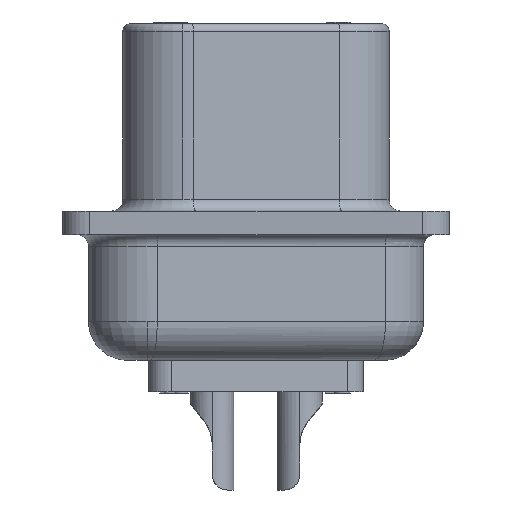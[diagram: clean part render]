
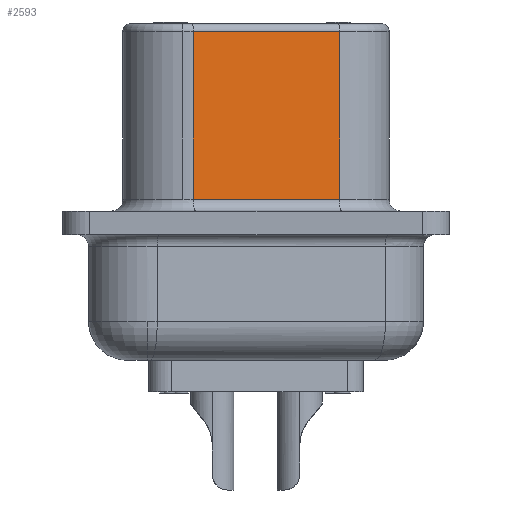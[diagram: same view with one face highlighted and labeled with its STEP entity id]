
A CAD part, left-side view. The second image highlights one B-rep face of the part: STEP entity #2593.
In plain terms, the highlighted planar face has unit normal (-0.985, -0.174, 0).
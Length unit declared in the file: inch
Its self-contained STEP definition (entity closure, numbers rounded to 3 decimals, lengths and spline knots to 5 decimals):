
#2511 = ORIENTED_EDGE ( 'NONE', *, *, #2610, .T. ) ;
#2513 = ORIENTED_EDGE ( 'NONE', *, *, #11800, .F. ) ;
#2577 = EDGE_LOOP ( 'NONE', ( #2581, #2620, #2513, #2511 ) ) ;
#2581 = ORIENTED_EDGE ( 'NONE', *, *, #2828, .T. ) ;
#2593 = ADVANCED_FACE ( 'NONE', ( #13002 ), #13001, .F. ) ;
#2610 = EDGE_CURVE ( 'NONE', #11801, #2762, #13108, .T. ) ;
#2620 = ORIENTED_EDGE ( 'NONE', *, *, #2623, .T. ) ;
#2623 = EDGE_CURVE ( 'NONE', #2827, #11802, #13130, .T. ) ;
#2762 = VERTEX_POINT ( 'NONE', #13569 ) ;
#2827 = VERTEX_POINT ( 'NONE', #13767 ) ;
#2828 = EDGE_CURVE ( 'NONE', #2762, #2827, #13766, .T. ) ;
#11800 = EDGE_CURVE ( 'NONE', #11801, #11802, #21372, .T. ) ;
#11801 = VERTEX_POINT ( 'NONE', #21475 ) ;
#11802 = VERTEX_POINT ( 'NONE', #21473 ) ;
#13001 = PLANE ( 'NONE',  #13052 ) ;
#13002 = FACE_OUTER_BOUND ( 'NONE', #2577, .T. ) ;
#13049 = DIRECTION ( 'NONE',  ( -0.174, 0.985, 0. ) ) ;
#13050 = DIRECTION ( 'NONE',  ( 0.985, 0.174, 0. ) ) ;
#13051 = CARTESIAN_POINT ( 'NONE',  ( 0.30573, 0.14112, 0.24 ) ) ;
#13052 = AXIS2_PLACEMENT_3D ( 'NONE', #13051, #13050, #13049 ) ;
#13105 = DIRECTION ( 'NONE',  ( -0.174, 0.985, 0. ) ) ;
#13106 = VECTOR ( 'NONE', #13105, 39.37008 ) ;
#13107 = CARTESIAN_POINT ( 'NONE',  ( 0.30573, 0.14112, 0.23 ) ) ;
#13108 = LINE ( 'NONE', #13107, #13106 ) ;
#13127 = DIRECTION ( 'NONE',  ( 0.174, -0.985, 0. ) ) ;
#13128 = VECTOR ( 'NONE', #13127, 39.37008 ) ;
#13129 = CARTESIAN_POINT ( 'NONE',  ( 0.30573, 0.14112, 0.015 ) ) ;
#13130 = LINE ( 'NONE', #13129, #13128 ) ;
#13569 = CARTESIAN_POINT ( 'NONE',  ( 0.27273, 0.32812, 0.23 ) ) ;
#13763 = DIRECTION ( 'NONE',  ( 0., 0., -1. ) ) ;
#13764 = VECTOR ( 'NONE', #13763, 39.37008 ) ;
#13765 = CARTESIAN_POINT ( 'NONE',  ( 0.27273, 0.32812, 0.24 ) ) ;
#13766 = LINE ( 'NONE', #13765, #13764 ) ;
#13767 = CARTESIAN_POINT ( 'NONE',  ( 0.27273, 0.32812, 0.015 ) ) ;
#21369 = DIRECTION ( 'NONE',  ( 0., 0., -1. ) ) ;
#21370 = VECTOR ( 'NONE', #21369, 39.37008 ) ;
#21371 = CARTESIAN_POINT ( 'NONE',  ( 0.30573, 0.14112, 0.24 ) ) ;
#21372 = LINE ( 'NONE', #21371, #21370 ) ;
#21473 = CARTESIAN_POINT ( 'NONE',  ( 0.30573, 0.14112, 0.015 ) ) ;
#21475 = CARTESIAN_POINT ( 'NONE',  ( 0.30573, 0.14112, 0.23 ) ) ;
